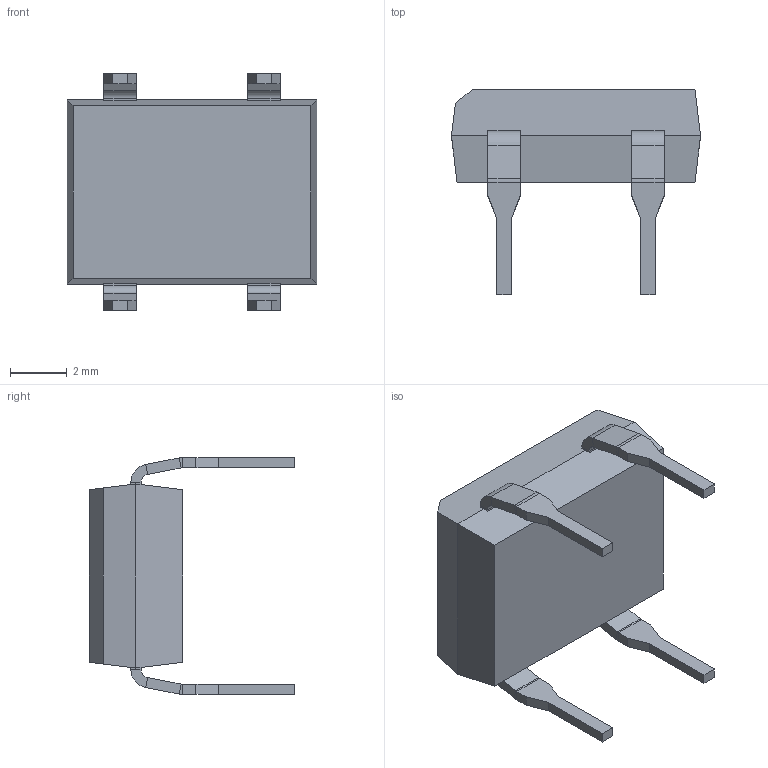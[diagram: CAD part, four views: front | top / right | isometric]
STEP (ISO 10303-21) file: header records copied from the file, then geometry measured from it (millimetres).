
FILE_DESCRIPTION (( 'STEP AP214' ), '1' );
FILE_NAME ('DFM___315mil__.STEP', '2023-03-04T16:56:25', ( '' ), ( '' ), 'SwSTEP 2.0', 'SolidWorks 2020', '' );
FILE_SCHEMA (( 'AUTOMOTIVE_DESIGN' ));
Length unit declared in the file: millimetre
Products named in the file (1): DFM___315mil__
Bounding box: 8.8 x 7.26 x 8.36 mm (x, y, z)
Volume: 184.8 mm3; surface area: 255.7 mm2
Topology: 1 solids, 1 shells, 451 faces, 1174 edges, 760 vertices
Faces by surface type: plane 375, bspline 60, cylinder 16
Entity records: 19215 total; most frequent: CARTESIAN_POINT 4670, ORIENTED_EDGE 2348, DIRECTION 1870, EDGE_CURVE 1174, VECTOR 1022, LINE 1022, VERTEX_POINT 760, EDGE_LOOP 486
